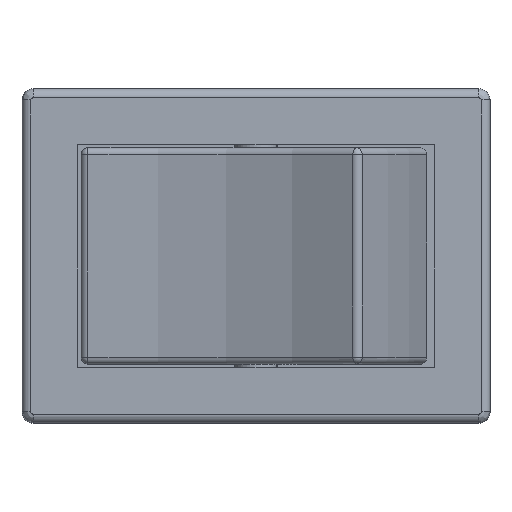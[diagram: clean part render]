
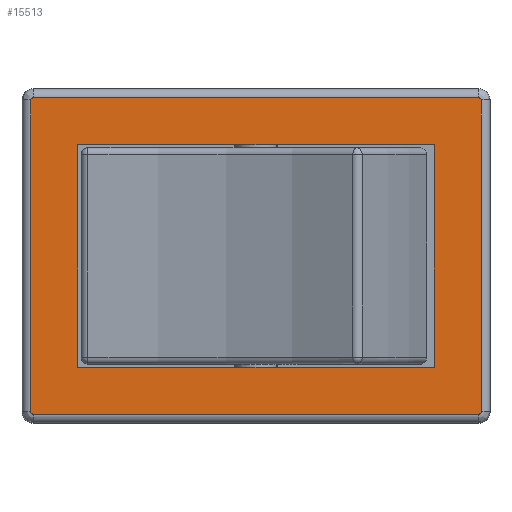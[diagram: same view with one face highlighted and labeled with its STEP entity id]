
A CAD part, top view. The second image highlights one B-rep face of the part: STEP entity #15513.
In plain terms, the highlighted planar face has unit normal (0, 0, 1).
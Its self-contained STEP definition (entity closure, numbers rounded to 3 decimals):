
#746=FACE_BOUND('',#2379,.T.);
#1491=FACE_OUTER_BOUND('',#2378,.T.);
#2378=EDGE_LOOP('',(#13869,#13870,#13871,#13872,#13873,#13874,#13875,#13876));
#2379=EDGE_LOOP('',(#13877,#13878,#13879,#13880));
#2490=CIRCLE('',#16177,0.1);
#2494=CIRCLE('',#16181,0.1);
#2498=CIRCLE('',#16187,0.1);
#2502=CIRCLE('',#16191,0.1);
#4161=LINE('',#26836,#5903);
#4165=LINE('',#26845,#5907);
#4168=LINE('',#26849,#5910);
#4170=LINE('',#26853,#5912);
#4171=LINE('',#26859,#5913);
#4173=LINE('',#26895,#5915);
#4176=LINE('',#26902,#5918);
#4178=LINE('',#26933,#5920);
#5903=VECTOR('',#19057,10.);
#5907=VECTOR('',#19063,10.);
#5910=VECTOR('',#19068,10.);
#5912=VECTOR('',#19074,10.);
#5913=VECTOR('',#19079,10.);
#5915=VECTOR('',#19099,10.);
#5918=VECTOR('',#19106,10.);
#5920=VECTOR('',#19122,10.);
#7403=VERTEX_POINT('',#26833);
#7404=VERTEX_POINT('',#26835);
#7407=VERTEX_POINT('',#26842);
#7408=VERTEX_POINT('',#26844);
#7410=VERTEX_POINT('',#26856);
#7411=VERTEX_POINT('',#26858);
#7414=VERTEX_POINT('',#26873);
#7415=VERTEX_POINT('',#26886);
#7418=VERTEX_POINT('',#26893);
#7419=VERTEX_POINT('',#26898);
#7422=VERTEX_POINT('',#26913);
#7423=VERTEX_POINT('',#26926);
#9559=EDGE_CURVE('',#7404,#7403,#4161,.T.);
#9563=EDGE_CURVE('',#7408,#7407,#4165,.T.);
#9566=EDGE_CURVE('',#7407,#7404,#4168,.T.);
#9568=EDGE_CURVE('',#7403,#7408,#4170,.T.);
#9570=EDGE_CURVE('',#7410,#7411,#4171,.T.);
#9574=EDGE_CURVE('',#7414,#7410,#2490,.T.);
#9578=EDGE_CURVE('',#7411,#7415,#2494,.T.);
#9580=EDGE_CURVE('',#7418,#7414,#4173,.T.);
#9584=EDGE_CURVE('',#7415,#7419,#4176,.T.);
#9586=EDGE_CURVE('',#7422,#7418,#2498,.T.);
#9590=EDGE_CURVE('',#7419,#7423,#2502,.T.);
#9592=EDGE_CURVE('',#7423,#7422,#4178,.T.);
#13869=ORIENTED_EDGE('',*,*,#9570,.F.);
#13870=ORIENTED_EDGE('',*,*,#9574,.F.);
#13871=ORIENTED_EDGE('',*,*,#9580,.F.);
#13872=ORIENTED_EDGE('',*,*,#9586,.F.);
#13873=ORIENTED_EDGE('',*,*,#9592,.F.);
#13874=ORIENTED_EDGE('',*,*,#9590,.F.);
#13875=ORIENTED_EDGE('',*,*,#9584,.F.);
#13876=ORIENTED_EDGE('',*,*,#9578,.F.);
#13877=ORIENTED_EDGE('',*,*,#9563,.T.);
#13878=ORIENTED_EDGE('',*,*,#9566,.T.);
#13879=ORIENTED_EDGE('',*,*,#9559,.T.);
#13880=ORIENTED_EDGE('',*,*,#9568,.T.);
#14720=PLANE('',#16197);
#15513=ADVANCED_FACE('',(#1491,#746),#14720,.T.);
#16177=AXIS2_PLACEMENT_3D('',#26875,#19085,#19086);
#16181=AXIS2_PLACEMENT_3D('',#26890,#19093,#19094);
#16187=AXIS2_PLACEMENT_3D('',#26915,#19109,#19110);
#16191=AXIS2_PLACEMENT_3D('',#26930,#19117,#19118);
#16197=AXIS2_PLACEMENT_3D('',#26943,#19136,#19137);
#19057=DIRECTION('',(-1.,0.,0.));
#19063=DIRECTION('',(1.,0.,0.));
#19068=DIRECTION('',(0.,-1.,0.));
#19074=DIRECTION('',(0.,1.,0.));
#19079=DIRECTION('',(1.,0.,0.));
#19085=DIRECTION('center_axis',(0.,0.,
-1.));
#19086=DIRECTION('ref_axis',(-0.707,0.707,0.));
#19093=DIRECTION('center_axis',(0.,0.,
-1.));
#19094=DIRECTION('ref_axis',(0.707,0.707,0.));
#19099=DIRECTION('',(0.,1.,0.));
#19106=DIRECTION('',(0.,-1.,0.));
#19109=DIRECTION('center_axis',(0.,0.,
-1.));
#19110=DIRECTION('ref_axis',(-0.707,-0.707,0.));
#19117=DIRECTION('center_axis',(0.,0.,
-1.));
#19118=DIRECTION('ref_axis',(0.707,-0.707,0.));
#19122=DIRECTION('',(-1.,0.,0.));
#19136=DIRECTION('center_axis',(0.,0.,
1.));
#19137=DIRECTION('ref_axis',(1.,0.,0.));
#26833=CARTESIAN_POINT('',(-8.,-5.,12.6));
#26835=CARTESIAN_POINT('',(8.,-5.,12.6));
#26836=CARTESIAN_POINT('',(-4.,-5.,12.6));
#26842=CARTESIAN_POINT('',(8.,5.,12.6));
#26844=CARTESIAN_POINT('',(-8.,5.,12.6));
#26845=CARTESIAN_POINT('',(0.,5.,12.6));
#26849=CARTESIAN_POINT('',(8.,2.25,12.6));
#26853=CARTESIAN_POINT('',(-8.,2.25,12.6));
#26856=CARTESIAN_POINT('',(-10.,7.1,12.6));
#26858=CARTESIAN_POINT('',(10.,7.1,12.6));
#26859=CARTESIAN_POINT('',(-5.,7.1,12.6));
#26873=CARTESIAN_POINT('',(-10.1,7.,12.6));
#26875=CARTESIAN_POINT('Origin',(-10.,7.,12.6));
#26886=CARTESIAN_POINT('',(10.1,7.,12.6));
#26890=CARTESIAN_POINT('Origin',(10.,7.,12.6));
#26893=CARTESIAN_POINT('',(-10.1,-7.,12.6));
#26895=CARTESIAN_POINT('',(-10.1,-3.5,12.6));
#26898=CARTESIAN_POINT('',(10.1,-7.,12.6));
#26902=CARTESIAN_POINT('',(10.1,3.5,12.6));
#26913=CARTESIAN_POINT('',(-10.,-7.1,12.6));
#26915=CARTESIAN_POINT('Origin',(-10.,-7.,12.6));
#26926=CARTESIAN_POINT('',(10.,-7.1,12.6));
#26930=CARTESIAN_POINT('Origin',(10.,-7.,12.6));
#26933=CARTESIAN_POINT('',(5.,-7.1,12.6));
#26943=CARTESIAN_POINT('Origin',(0.,0.,12.6));
